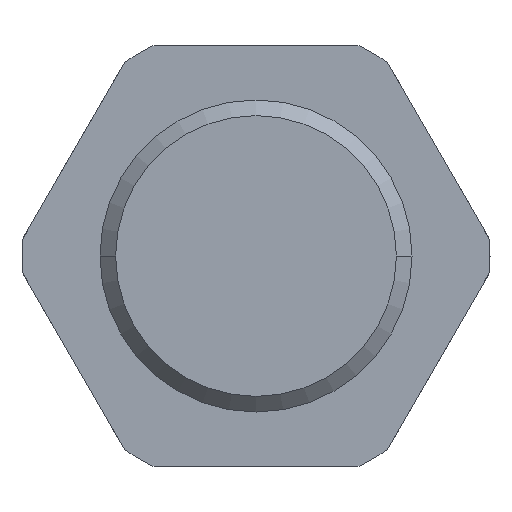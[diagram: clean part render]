
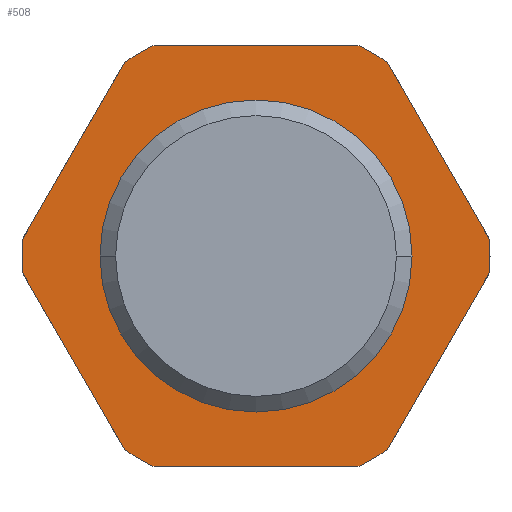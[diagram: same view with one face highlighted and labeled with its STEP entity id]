
A CAD part, front view. The second image highlights one B-rep face of the part: STEP entity #508.
In plain terms, the highlighted planar face has unit normal (0, -1, 0).
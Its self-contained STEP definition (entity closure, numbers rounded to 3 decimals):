
#37=CARTESIAN_POINT('',(0.,0.,0.));
#38=DIRECTION('',(0.,-1.,0.));
#39=DIRECTION('',(-1.,0.,0.));
#40=AXIS2_PLACEMENT_3D('',#37,#38,#39);
#42=CARTESIAN_POINT('',(0.,0.,0.));
#43=DIRECTION('',(0.,1.,0.));
#44=DIRECTION('',(-1.,0.,0.));
#45=AXIS2_PLACEMENT_3D('',#42,#43,#44);
#47=DIRECTION('',(-0.5,0.,0.866));
#48=VECTOR('',#47,13.077);
#49=CARTESIAN_POINT('',(-8.422,0.,-12.412));
#50=LINE('',#49,#48);
#71=CARTESIAN_POINT('',(0.,0.,0.));
#72=DIRECTION('',(0.,-1.,0.));
#73=DIRECTION('',(-0.997,0.,0.073));
#74=AXIS2_PLACEMENT_3D('',#71,#72,#73);
#86=CARTESIAN_POINT('',(0.,0.,0.));
#87=DIRECTION('',(0.,-1.,0.));
#88=DIRECTION('',(-0.561,0.,-0.827));
#89=AXIS2_PLACEMENT_3D('',#86,#87,#88);
#96=CARTESIAN_POINT('',(0.,0.,0.));
#97=DIRECTION('',(0.,-1.,0.));
#98=DIRECTION('',(0.436,0.,-0.9));
#99=AXIS2_PLACEMENT_3D('',#96,#97,#98);
#106=CARTESIAN_POINT('',(0.,0.,0.));
#107=DIRECTION('',(0.,-1.,0.));
#108=DIRECTION('',(0.997,0.,-0.073));
#109=AXIS2_PLACEMENT_3D('',#106,#107,#108);
#121=CARTESIAN_POINT('',(0.,0.,0.));
#122=DIRECTION('',(0.,-1.,0.));
#123=DIRECTION('',(0.561,0.,0.827));
#124=AXIS2_PLACEMENT_3D('',#121,#122,#123);
#131=CARTESIAN_POINT('',(0.,0.,0.));
#132=DIRECTION('',(0.,-1.,0.));
#133=DIRECTION('',(-0.436,0.,0.9));
#134=AXIS2_PLACEMENT_3D('',#131,#132,#133);
#141=DIRECTION('',(-1.,0.,0.));
#142=VECTOR('',#141,13.077);
#143=CARTESIAN_POINT('',(6.538,0.,-13.5));
#144=LINE('',#143,#142);
#165=DIRECTION('',(-0.5,0.,-0.866));
#166=VECTOR('',#165,13.077);
#167=CARTESIAN_POINT('',(14.961,0.,-1.088));
#168=LINE('',#167,#166);
#197=DIRECTION('',(0.5,0.,0.866));
#198=VECTOR('',#197,13.077);
#199=CARTESIAN_POINT('',(-14.961,0.,1.088));
#200=LINE('',#199,#198);
#289=DIRECTION('',(0.5,0.,-0.866));
#290=VECTOR('',#289,13.077);
#291=CARTESIAN_POINT('',(8.422,0.,12.412));
#292=LINE('',#291,#290);
#313=DIRECTION('',(1.,0.,0.));
#314=VECTOR('',#313,13.077);
#315=CARTESIAN_POINT('',(-6.538,0.,13.5));
#316=LINE('',#315,#314);
#357=CARTESIAN_POINT('',(-10.,0.,0.));
#358=CARTESIAN_POINT('',(10.,0.,0.));
#359=VERTEX_POINT('',#357);
#360=VERTEX_POINT('',#358);
#361=CARTESIAN_POINT('',(-8.422,0.,-12.412));
#362=CARTESIAN_POINT('',(-14.961,0.,-1.088));
#363=VERTEX_POINT('',#361);
#364=VERTEX_POINT('',#362);
#365=CARTESIAN_POINT('',(-14.961,0.,1.088));
#366=CARTESIAN_POINT('',(-8.422,0.,12.412));
#367=VERTEX_POINT('',#365);
#368=VERTEX_POINT('',#366);
#369=CARTESIAN_POINT('',(-6.538,0.,13.5));
#370=CARTESIAN_POINT('',(6.538,0.,13.5));
#371=VERTEX_POINT('',#369);
#372=VERTEX_POINT('',#370);
#373=CARTESIAN_POINT('',(8.422,0.,12.412));
#374=CARTESIAN_POINT('',(14.961,0.,1.088));
#375=VERTEX_POINT('',#373);
#376=VERTEX_POINT('',#374);
#377=CARTESIAN_POINT('',(14.961,0.,-1.088));
#378=CARTESIAN_POINT('',(8.422,0.,-12.412));
#379=VERTEX_POINT('',#377);
#380=VERTEX_POINT('',#378);
#381=CARTESIAN_POINT('',(6.538,0.,-13.5));
#382=CARTESIAN_POINT('',(-6.538,0.,-13.5));
#383=VERTEX_POINT('',#381);
#384=VERTEX_POINT('',#382);
#473=CARTESIAN_POINT('',(0.,0.,0.));
#474=DIRECTION('',(0.,-1.,0.));
#475=DIRECTION('',(-1.,0.,0.));
#476=AXIS2_PLACEMENT_3D('',#473,#474,#475);
#477=PLANE('',#476);
#479=ORIENTED_EDGE('',*,*,#478,.T.);
#481=ORIENTED_EDGE('',*,*,#480,.F.);
#483=ORIENTED_EDGE('',*,*,#482,.T.);
#485=ORIENTED_EDGE('',*,*,#484,.F.);
#487=ORIENTED_EDGE('',*,*,#486,.T.);
#489=ORIENTED_EDGE('',*,*,#488,.F.);
#491=ORIENTED_EDGE('',*,*,#490,.T.);
#493=ORIENTED_EDGE('',*,*,#492,.F.);
#495=ORIENTED_EDGE('',*,*,#494,.T.);
#497=ORIENTED_EDGE('',*,*,#496,.F.);
#499=ORIENTED_EDGE('',*,*,#498,.T.);
#501=ORIENTED_EDGE('',*,*,#500,.F.);
#502=EDGE_LOOP('',(#479,#481,#483,#485,#487,#489,#491,#493,#495,#497,#499,
#501));
#503=FACE_OUTER_BOUND('',#502,.F.);
#504=ORIENTED_EDGE('',*,*,#467,.T.);
#505=ORIENTED_EDGE('',*,*,#453,.F.);
#506=EDGE_LOOP('',(#504,#505));
#507=FACE_BOUND('',#506,.F.);
#508=ADVANCED_FACE('',(#503,#507),#477,.T.);
#41=CIRCLE('',#40,10.);
#46=CIRCLE('',#45,10.);
#75=CIRCLE('',#74,15.);
#90=CIRCLE('',#89,15.);
#100=CIRCLE('',#99,15.);
#110=CIRCLE('',#109,15.);
#125=CIRCLE('',#124,15.);
#135=CIRCLE('',#134,15.);
#453=EDGE_CURVE('',#359,#360,#46,.T.);
#467=EDGE_CURVE('',#359,#360,#41,.T.);
#478=EDGE_CURVE('',#363,#364,#50,.T.);
#480=EDGE_CURVE('',#367,#364,#75,.T.);
#482=EDGE_CURVE('',#367,#368,#200,.T.);
#484=EDGE_CURVE('',#371,#368,#135,.T.);
#486=EDGE_CURVE('',#371,#372,#316,.T.);
#488=EDGE_CURVE('',#375,#372,#125,.T.);
#490=EDGE_CURVE('',#375,#376,#292,.T.);
#492=EDGE_CURVE('',#379,#376,#110,.T.);
#494=EDGE_CURVE('',#379,#380,#168,.T.);
#496=EDGE_CURVE('',#383,#380,#100,.T.);
#498=EDGE_CURVE('',#383,#384,#144,.T.);
#500=EDGE_CURVE('',#363,#384,#90,.T.);
